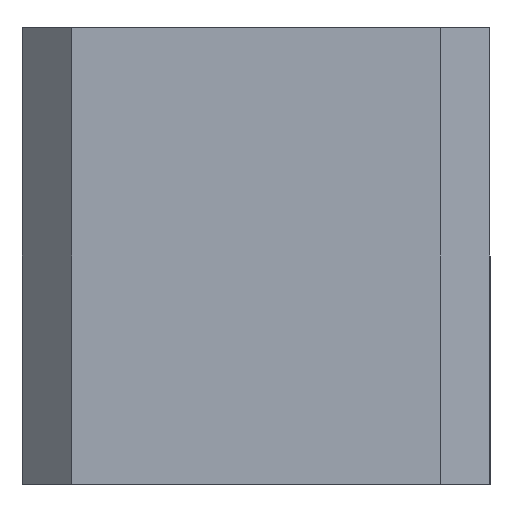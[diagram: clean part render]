
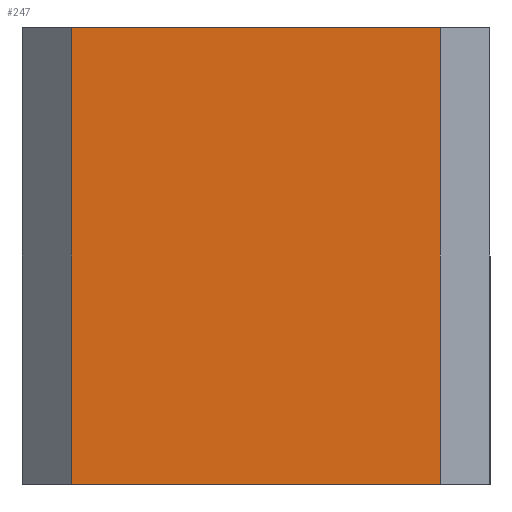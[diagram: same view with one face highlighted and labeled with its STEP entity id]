
A CAD part, left-side view. The second image highlights one B-rep face of the part: STEP entity #247.
In plain terms, the highlighted planar face has unit normal (-1, 0, 0).
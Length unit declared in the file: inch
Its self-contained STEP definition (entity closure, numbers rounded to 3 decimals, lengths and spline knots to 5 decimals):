
#32=FACE_OUTER_BOUND('',#47,.T.);
#47=EDGE_LOOP('',(#190,#191,#192,#193));
#67=LINE('',#380,#94);
#72=LINE('',#394,#99);
#74=LINE('',#398,#101);
#75=LINE('',#399,#102);
#94=VECTOR('',#308,0.3937);
#99=VECTOR('',#319,0.3937);
#101=VECTOR('',#323,0.3937);
#102=VECTOR('',#324,0.3937);
#120=VERTEX_POINT('',#377);
#121=VERTEX_POINT('',#379);
#127=VERTEX_POINT('',#392);
#128=VERTEX_POINT('',#397);
#144=EDGE_CURVE('',#121,#120,#67,.T.);
#151=EDGE_CURVE('',#127,#120,#72,.T.);
#153=EDGE_CURVE('',#128,#127,#74,.T.);
#154=EDGE_CURVE('',#121,#128,#75,.T.);
#190=ORIENTED_EDGE('',*,*,#151,.F.);
#191=ORIENTED_EDGE('',*,*,#153,.F.);
#192=ORIENTED_EDGE('',*,*,#154,.F.);
#193=ORIENTED_EDGE('',*,*,#144,.T.);
#237=PLANE('',#277);
#247=ADVANCED_FACE('',(#32),#237,.T.);
#277=AXIS2_PLACEMENT_3D('',#396,#321,#322);
#308=DIRECTION('',(0.,1.,0.));
#319=DIRECTION('',(0.,0.,1.));
#321=DIRECTION('center_axis',(-1.,0.,0.));
#322=DIRECTION('ref_axis',(0.,1.,0.));
#323=DIRECTION('',(0.,1.,0.));
#324=DIRECTION('',(0.,0.,-1.));
#377=CARTESIAN_POINT('',(-4.8908,0.28642,1.15257));
#379=CARTESIAN_POINT('',(-4.8908,-0.64469,1.15257));
#380=CARTESIAN_POINT('',(-4.8908,-0.64469,1.15257));
#392=CARTESIAN_POINT('',(-4.8908,0.28642,0.));
#394=CARTESIAN_POINT('',(-4.8908,0.28642,1.15257));
#396=CARTESIAN_POINT('Origin',(-4.8908,-0.64469,1.15257));
#397=CARTESIAN_POINT('',(-4.8908,-0.64469,0.));
#398=CARTESIAN_POINT('',(-4.8908,-0.41191,0.));
#399=CARTESIAN_POINT('',(-4.8908,-0.64469,1.15257));
